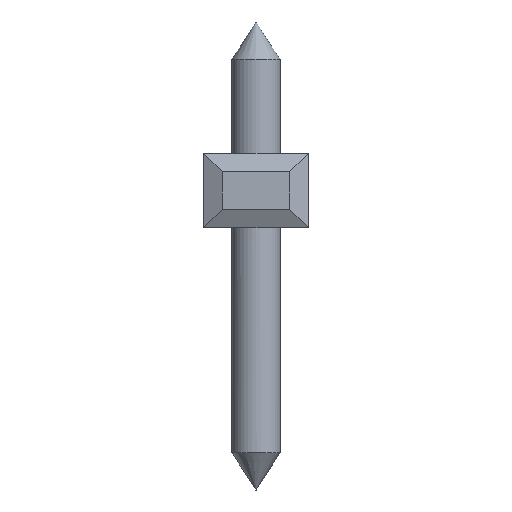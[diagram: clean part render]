
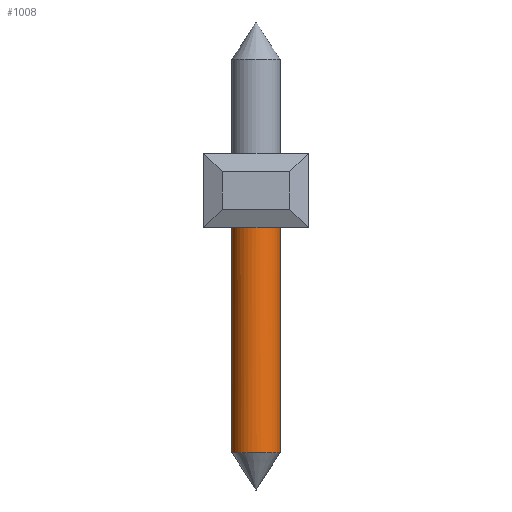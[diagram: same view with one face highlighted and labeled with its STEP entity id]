
A CAD part, left-side view. The second image highlights one B-rep face of the part: STEP entity #1008.
In plain terms, the highlighted cylindrical face has radius 0.65 mm (diameter 1.3 mm), a full revolution.
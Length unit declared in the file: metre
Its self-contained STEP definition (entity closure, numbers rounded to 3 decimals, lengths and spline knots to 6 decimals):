
#1008=ADVANCED_FACE('',(#2099,#2100),#2101,.T.);
#2099=FACE_OUTER_BOUND('',#3282,.T.);
#2100=FACE_OUTER_BOUND('',#3283,.T.);
#2101=CYLINDRICAL_SURFACE('',#3284,0.00065);
#3282=EDGE_LOOP('',(#6227));
#3283=EDGE_LOOP('',(#6228));
#3284=AXIS2_PLACEMENT_3D('',#6229,#6230,#6231);
#6227=ORIENTED_EDGE('',*,*,#6651,.F.);
#6228=ORIENTED_EDGE('',*,*,#7608,.F.);
#6229=CARTESIAN_POINT('',(-0.00435,-0.03326,0.0025));
#6230=DIRECTION('',(0.0,0.,-1.0));
#6231=DIRECTION('',(-1.0,0.0,0.0));
#6651=EDGE_CURVE('',#7880,#7880,#7881,.T.);
#7608=EDGE_CURVE('',#9238,#9238,#9239,.T.);
#7880=VERTEX_POINT('',#9582);
#7881=CIRCLE('',#9583,0.00065);
#9238=VERTEX_POINT('',#11592);
#9239=CIRCLE('',#11593,0.00065);
#9582=CARTESIAN_POINT('',(-0.00435,-0.03391,-0.0018));
#9583=AXIS2_PLACEMENT_3D('',#11791,#11792,#11793);
#11592=CARTESIAN_POINT('',(-0.00396,-0.03274,-0.008));
#11593=AXIS2_PLACEMENT_3D('',#12521,#12522,#12523);
#11791=CARTESIAN_POINT('',(-0.00435,-0.03326,-0.0018));
#11792=DIRECTION('',(0.0,0.,1.0));
#11793=DIRECTION('',(0.0,-1.0,0.));
#12521=CARTESIAN_POINT('',(-0.00435,-0.03326,-0.008));
#12522=DIRECTION('',(0.,0.,-1.0));
#12523=DIRECTION('',(0.6,0.8,0.));
